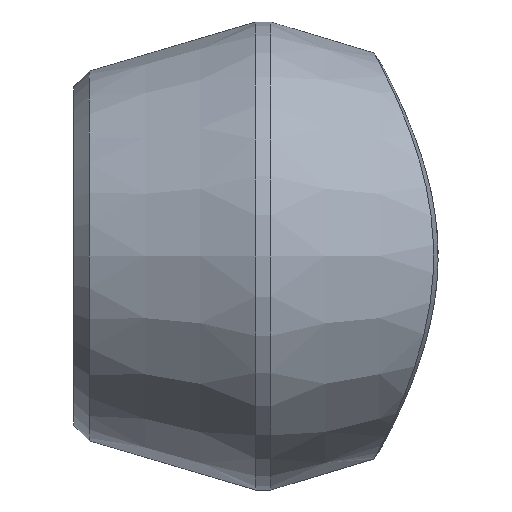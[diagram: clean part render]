
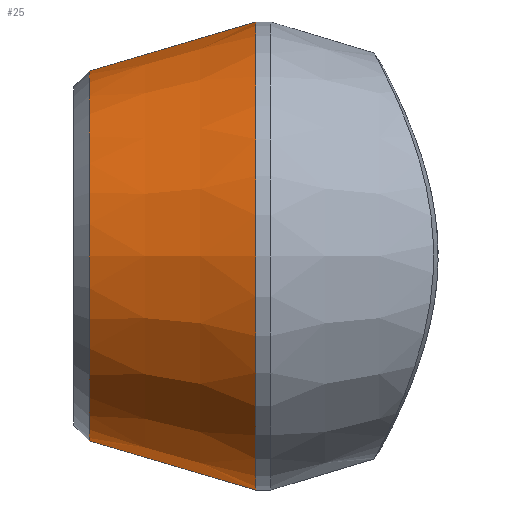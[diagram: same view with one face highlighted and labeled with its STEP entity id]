
A CAD part, left-side view. The second image highlights one B-rep face of the part: STEP entity #25.
In plain terms, the highlighted conical face has half-angle 16.433 degrees and reference radius 20.066 mm.
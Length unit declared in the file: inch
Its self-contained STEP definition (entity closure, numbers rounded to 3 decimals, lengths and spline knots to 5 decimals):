
#25 = ADVANCED_FACE ( 'NONE', ( #1268 ), #420, .T. ) ;
#49 = CIRCLE ( 'NONE', #1318, 1. ) ;
#54 = ORIENTED_EDGE ( 'NONE', *, *, #1307, .F. ) ;
#88 = CARTESIAN_POINT ( 'NONE',  ( 0., 1.72299, 0. ) ) ;
#122 = VERTEX_POINT ( 'NONE', #1315 ) ;
#129 = VERTEX_POINT ( 'NONE', #274 ) ;
#170 = DIRECTION ( 'NONE',  ( 0., 0., -1. ) ) ;
#205 = DIRECTION ( 'NONE',  ( 0., -0.959, 0.283 ) ) ;
#221 = CARTESIAN_POINT ( 'NONE',  ( 0., 1.72299, 1. ) ) ;
#223 = VERTEX_POINT ( 'NONE', #1338 ) ;
#274 = CARTESIAN_POINT ( 'NONE',  ( 0., 2.435, -0.79 ) ) ;
#371 = DIRECTION ( 'NONE',  ( 0., 0., -1. ) ) ;
#418 = ORIENTED_EDGE ( 'NONE', *, *, #467, .T. ) ;
#420 = CONICAL_SURFACE ( 'NONE', #1009, 0.79, 0.287 ) ;
#467 = EDGE_CURVE ( 'NONE', #223, #129, #1226, .T. ) ;
#475 = VERTEX_POINT ( 'NONE', #221 ) ;
#530 = ORIENTED_EDGE ( 'NONE', *, *, #649, .F. ) ;
#643 = DIRECTION ( 'NONE',  ( 0., -0.959, -0.283 ) ) ;
#648 = LINE ( 'NONE', #1069, #1017 ) ;
#649 = EDGE_CURVE ( 'NONE', #223, #475, #935, .T. ) ;
#735 = EDGE_LOOP ( 'NONE', ( #530, #418, #861, #54 ) ) ;
#746 = CARTESIAN_POINT ( 'NONE',  ( 0., 2.435, 0. ) ) ;
#861 = ORIENTED_EDGE ( 'NONE', *, *, #1153, .T. ) ;
#935 = LINE ( 'NONE', #1257, #1221 ) ;
#984 = AXIS2_PLACEMENT_3D ( 'NONE', #1111, #1228, #170 ) ;
#1007 = DIRECTION ( 'NONE',  ( 0., 0., -1. ) ) ;
#1009 = AXIS2_PLACEMENT_3D ( 'NONE', #746, #1161, #371 ) ;
#1017 = VECTOR ( 'NONE', #643, 39.37008 ) ;
#1069 = CARTESIAN_POINT ( 'NONE',  ( 0., 2.435, -0.79 ) ) ;
#1111 = CARTESIAN_POINT ( 'NONE',  ( 0., 2.435, 0. ) ) ;
#1153 = EDGE_CURVE ( 'NONE', #129, #122, #648, .T. ) ;
#1161 = DIRECTION ( 'NONE',  ( 0., -1., 0. ) ) ;
#1221 = VECTOR ( 'NONE', #205, 39.37008 ) ;
#1226 = CIRCLE ( 'NONE', #984, 0.79 ) ;
#1228 = DIRECTION ( 'NONE',  ( 0., -1., 0. ) ) ;
#1257 = CARTESIAN_POINT ( 'NONE',  ( 0., 2.435, 0.79 ) ) ;
#1268 = FACE_OUTER_BOUND ( 'NONE', #735, .T. ) ;
#1307 = EDGE_CURVE ( 'NONE', #475, #122, #49, .T. ) ;
#1315 = CARTESIAN_POINT ( 'NONE',  ( 0., 1.72299, -1. ) ) ;
#1318 = AXIS2_PLACEMENT_3D ( 'NONE', #88, #1340, #1007 ) ;
#1338 = CARTESIAN_POINT ( 'NONE',  ( 0., 2.435, 0.79 ) ) ;
#1340 = DIRECTION ( 'NONE',  ( 0., -1., 0. ) ) ;
